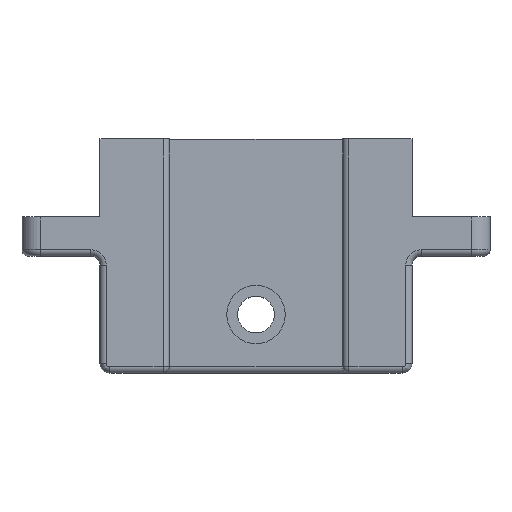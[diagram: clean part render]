
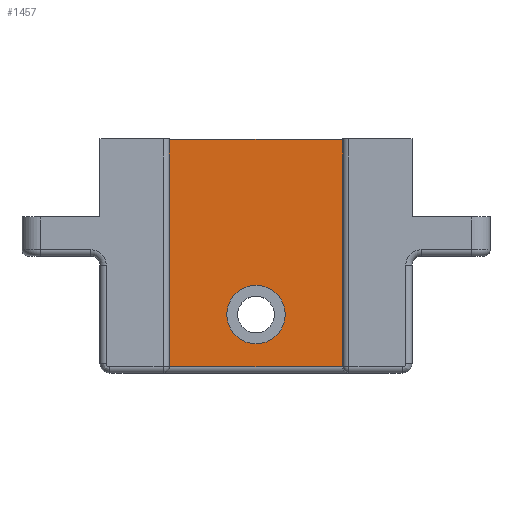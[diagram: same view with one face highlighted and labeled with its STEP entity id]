
A CAD part, top view. The second image highlights one B-rep face of the part: STEP entity #1457.
In plain terms, the highlighted planar face has unit normal (0, 0, 1).
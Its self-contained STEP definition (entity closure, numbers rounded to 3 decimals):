
#28=FACE_BOUND('',#243,.T.);
#46=PLANE('',#1670);
#148=FACE_OUTER_BOUND('',#242,.T.);
#242=EDGE_LOOP('',(#1240,#1241,#1242,#1243));
#243=EDGE_LOOP('',(#1244));
#285=LINE('',#2342,#387);
#344=LINE('',#2657,#446);
#347=LINE('',#2664,#449);
#348=LINE('',#2667,#450);
#387=VECTOR('',#1842,10.);
#446=VECTOR('',#2111,10.);
#449=VECTOR('',#2118,10.);
#450=VECTOR('',#2123,10.);
#555=CIRCLE('',#1642,4.763);
#618=VERTEX_POINT('',#2334);
#620=VERTEX_POINT('',#2340);
#677=VERTEX_POINT('',#2606);
#690=VERTEX_POINT('',#2655);
#692=VERTEX_POINT('',#2663);
#764=EDGE_CURVE('',#620,#618,#285,.T.);
#859=EDGE_CURVE('',#677,#677,#555,.T.);
#885=EDGE_CURVE('',#690,#620,#344,.T.);
#888=EDGE_CURVE('',#618,#692,#347,.T.);
#890=EDGE_CURVE('',#692,#690,#348,.T.);
#1240=ORIENTED_EDGE('',*,*,#764,.F.);
#1241=ORIENTED_EDGE('',*,*,#885,.F.);
#1242=ORIENTED_EDGE('',*,*,#890,.F.);
#1243=ORIENTED_EDGE('',*,*,#888,.F.);
#1244=ORIENTED_EDGE('',*,*,#859,.T.);
#1457=ADVANCED_FACE('',(#148,#28),#46,.T.);
#1642=AXIS2_PLACEMENT_3D('',#2607,#2049,#2050);
#1670=AXIS2_PLACEMENT_3D('',#2666,#2121,#2122);
#1842=DIRECTION('',(-1.,0.,0.));
#2049=DIRECTION('center_axis',(0.,0.,-1.));
#2050=DIRECTION('ref_axis',(-1.,0.,0.));
#2111=DIRECTION('',(0.,-1.,0.));
#2118=DIRECTION('',(0.,1.,0.));
#2121=DIRECTION('center_axis',(0.,0.,1.));
#2122=DIRECTION('ref_axis',(-1.,0.,0.));
#2123=DIRECTION('',(1.,0.,0.));
#2334=CARTESIAN_POINT('',(-19.43,-18.05,4.762));
#2340=CARTESIAN_POINT('',(19.43,-18.05,4.762));
#2342=CARTESIAN_POINT('',(-6.35,-18.05,4.762));
#2606=CARTESIAN_POINT('',(4.763,-9.525,4.762));
#2607=CARTESIAN_POINT('Origin',(0.,-9.525,
4.762));
#2655=CARTESIAN_POINT('',(19.43,19.05,4.762));
#2657=CARTESIAN_POINT('',(19.43,0.,4.762));
#2663=CARTESIAN_POINT('',(-19.43,19.05,4.762));
#2664=CARTESIAN_POINT('',(-19.43,0.,4.762));
#2666=CARTESIAN_POINT('Origin',(0.,0.,4.762));
#2667=CARTESIAN_POINT('',(16.669,19.05,4.762));
